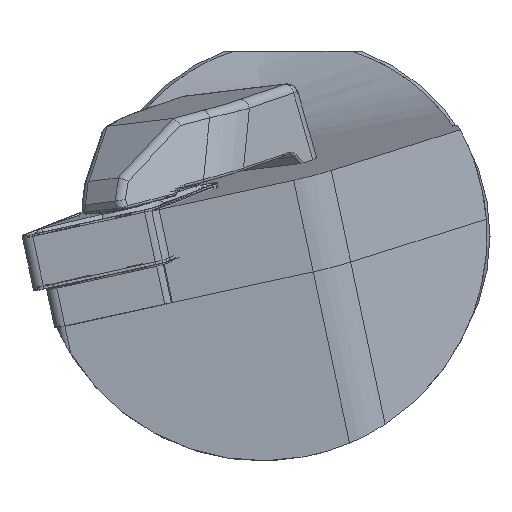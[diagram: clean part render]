
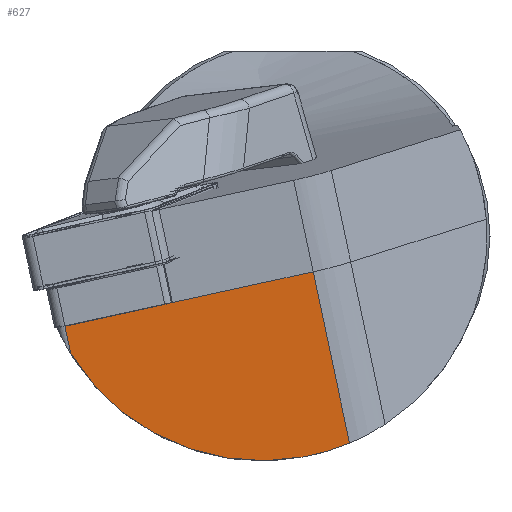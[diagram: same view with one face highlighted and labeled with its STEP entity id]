
A CAD part, left-side view. The second image highlights one B-rep face of the part: STEP entity #627.
In plain terms, the highlighted planar face has unit normal (-0.993, -0.073, -0.091).
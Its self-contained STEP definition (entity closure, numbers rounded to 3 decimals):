
#578=ELLIPSE('',#2988,18.376,18.25);
#627=ADVANCED_FACE('',(#844),#778,.F.);
#778=PLANE('',#3002);
#844=FACE_OUTER_BOUND('',#983,.T.);
#983=EDGE_LOOP('',(#1538,#1539,#1540,#1541,#1542,#1543));
#1153=LINE('',#4135,#1331);
#1156=LINE('',#4142,#1334);
#1157=LINE('',#4144,#1335);
#1158=LINE('',#4146,#1336);
#1159=LINE('',#4148,#1337);
#1331=VECTOR('',#3316,1.);
#1334=VECTOR('',#3325,1.);
#1335=VECTOR('',#3326,1.);
#1336=VECTOR('',#3327,1.);
#1337=VECTOR('',#3328,1.);
#1538=ORIENTED_EDGE('',*,*,#2525,.F.);
#1539=ORIENTED_EDGE('',*,*,#2526,.T.);
#1540=ORIENTED_EDGE('',*,*,#2527,.T.);
#1541=ORIENTED_EDGE('',*,*,#2528,.F.);
#1542=ORIENTED_EDGE('',*,*,#2505,.T.);
#1543=ORIENTED_EDGE('',*,*,#2521,.T.);
#2265=VERTEX_POINT('',#4055);
#2266=VERTEX_POINT('',#4057);
#2276=VERTEX_POINT('',#4133);
#2279=VERTEX_POINT('',#4143);
#2280=VERTEX_POINT('',#4145);
#2281=VERTEX_POINT('',#4147);
#2505=EDGE_CURVE('',#2266,#2265,#578,.T.);
#2521=EDGE_CURVE('',#2265,#2276,#1153,.T.);
#2525=EDGE_CURVE('',#2279,#2276,#1156,.T.);
#2526=EDGE_CURVE('',#2279,#2280,#1157,.T.);
#2527=EDGE_CURVE('',#2280,#2281,#1158,.T.);
#2528=EDGE_CURVE('',#2266,#2281,#1159,.T.);
#2988=AXIS2_PLACEMENT_3D('',#4056,#3290,#3291);
#3002=AXIS2_PLACEMENT_3D('',#4149,#3329,#3330);
#3290=DIRECTION('',(-0.993,-0.073,-0.091));
#3291=DIRECTION('',(-0.117,0.62,0.776));
#3316=DIRECTION('',(-0.105,0.207,0.973));
#3325=DIRECTION('',(0.052,-0.976,0.213));
#3326=DIRECTION('',(-0.052,0.976,-0.213));
#3327=DIRECTION('',(-0.052,0.976,-0.213));
#3328=DIRECTION('',(-0.105,0.207,0.973));
#3329=DIRECTION('',(0.993,0.073,0.091));
#3330=DIRECTION('',(0.091,0.,-0.996));
#4055=CARTESIAN_POINT('',(4.213,-4.597,-16.814));
#4056=CARTESIAN_POINT('',(2.148,2.5,0.));
#4057=CARTESIAN_POINT('',(1.887,18.039,-9.571));
#4133=CARTESIAN_POINT('',(2.719,-1.641,-2.906));
#4135=CARTESIAN_POINT('',(-40.542,83.937,399.704));
#4142=CARTESIAN_POINT('',(2.719,-1.641,-2.906));
#4143=CARTESIAN_POINT('',(2.105,9.878,-5.42));
#4144=CARTESIAN_POINT('',(2.719,-1.641,-2.906));
#4145=CARTESIAN_POINT('',(2.103,9.905,-5.426));
#4146=CARTESIAN_POINT('',(2.719,-1.641,-2.906));
#4147=CARTESIAN_POINT('',(1.643,18.52,-7.307));
#4148=CARTESIAN_POINT('',(-41.618,104.098,395.303));
#4149=CARTESIAN_POINT('',(-40.542,83.937,399.704));
